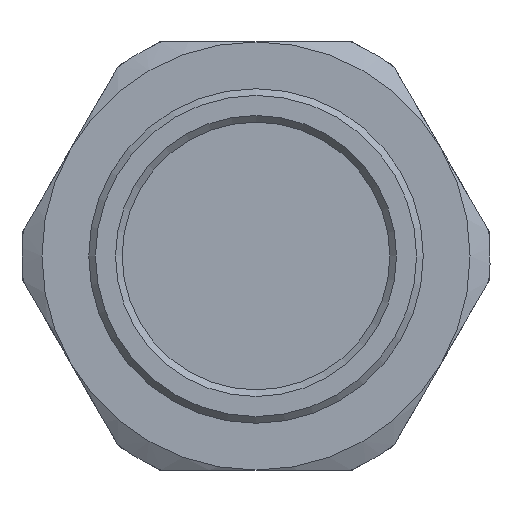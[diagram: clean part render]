
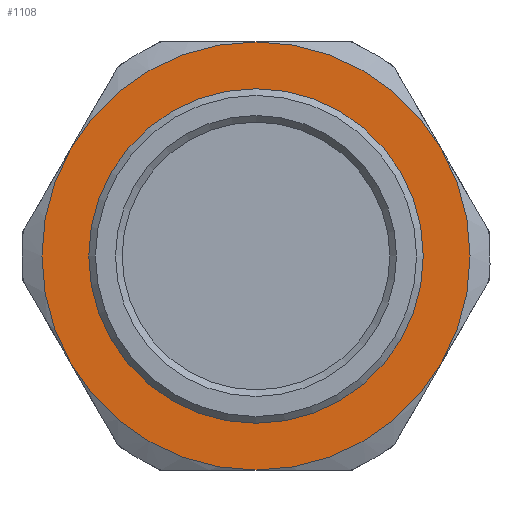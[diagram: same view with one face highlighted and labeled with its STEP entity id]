
A CAD part, front view. The second image highlights one B-rep face of the part: STEP entity #1108.
In plain terms, the highlighted planar face has unit normal (0, -1, 0).
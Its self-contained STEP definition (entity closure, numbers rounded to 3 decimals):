
#228=FACE_BOUND('',#356,.T.);
#286=FACE_OUTER_BOUND('',#355,.T.);
#355=EDGE_LOOP('',(#921,#922,#923,#924,#925,#926));
#356=EDGE_LOOP('',(#927));
#399=CIRCLE('',#1211,16.);
#402=CIRCLE('',#1215,16.);
#404=CIRCLE('',#1218,16.);
#406=CIRCLE('',#1221,16.);
#408=CIRCLE('',#1224,16.);
#415=CIRCLE('',#1242,12.);
#416=CIRCLE('',#1244,16.);
#469=VERTEX_POINT('',#1785);
#475=VERTEX_POINT('',#1806);
#481=VERTEX_POINT('',#1827);
#487=VERTEX_POINT('',#1848);
#493=VERTEX_POINT('',#1869);
#499=VERTEX_POINT('',#1890);
#511=VERTEX_POINT('',#1970);
#634=EDGE_CURVE('',#469,#499,#399,.T.);
#637=EDGE_CURVE('',#499,#493,#402,.T.);
#639=EDGE_CURVE('',#493,#487,#404,.T.);
#641=EDGE_CURVE('',#487,#481,#406,.T.);
#643=EDGE_CURVE('',#481,#475,#408,.T.);
#654=EDGE_CURVE('',#511,#511,#415,.T.);
#656=EDGE_CURVE('',#475,#469,#416,.T.);
#921=ORIENTED_EDGE('',*,*,#641,.F.);
#922=ORIENTED_EDGE('',*,*,#639,.F.);
#923=ORIENTED_EDGE('',*,*,#637,.F.);
#924=ORIENTED_EDGE('',*,*,#634,.F.);
#925=ORIENTED_EDGE('',*,*,#656,.F.);
#926=ORIENTED_EDGE('',*,*,#643,.F.);
#927=ORIENTED_EDGE('',*,*,#654,.T.);
#980=PLANE('',#1243);
#1108=ADVANCED_FACE('',(#286,#228),#980,.T.);
#1211=AXIS2_PLACEMENT_3D('',#1929,#1457,#1458);
#1215=AXIS2_PLACEMENT_3D('',#1933,#1465,#1466);
#1218=AXIS2_PLACEMENT_3D('',#1936,#1471,#1472);
#1221=AXIS2_PLACEMENT_3D('',#1939,#1477,#1478);
#1224=AXIS2_PLACEMENT_3D('',#1942,#1483,#1484);
#1242=AXIS2_PLACEMENT_3D('',#1971,#1523,#1524);
#1243=AXIS2_PLACEMENT_3D('',#1973,#1526,#1527);
#1244=AXIS2_PLACEMENT_3D('',#1974,#1528,#1529);
#1457=DIRECTION('center_axis',(0.,1.,0.));
#1458=DIRECTION('ref_axis',(1.,0.,0.));
#1465=DIRECTION('center_axis',(0.,1.,0.));
#1466=DIRECTION('ref_axis',(1.,0.,0.));
#1471=DIRECTION('center_axis',(0.,1.,0.));
#1472=DIRECTION('ref_axis',(1.,0.,0.));
#1477=DIRECTION('center_axis',(0.,1.,0.));
#1478=DIRECTION('ref_axis',(1.,0.,0.));
#1483=DIRECTION('center_axis',(0.,1.,0.));
#1484=DIRECTION('ref_axis',(1.,0.,0.));
#1523=DIRECTION('center_axis',(0.,1.,0.));
#1524=DIRECTION('ref_axis',(1.,0.,0.));
#1526=DIRECTION('center_axis',(0.,-1.,0.));
#1527=DIRECTION('ref_axis',(0.,0.,
-1.));
#1528=DIRECTION('center_axis',(0.,1.,0.));
#1529=DIRECTION('ref_axis',(1.,0.,0.));
#1785=CARTESIAN_POINT('',(149.382,55.991,156.413));
#1806=CARTESIAN_POINT('',(135.526,55.991,164.413));
#1827=CARTESIAN_POINT('',(121.67,55.991,156.413));
#1848=CARTESIAN_POINT('',(121.67,55.991,140.413));
#1869=CARTESIAN_POINT('',(135.526,55.991,132.413));
#1890=CARTESIAN_POINT('',(149.382,55.991,140.413));
#1929=CARTESIAN_POINT('Origin',(135.526,55.991,148.413));
#1933=CARTESIAN_POINT('Origin',(135.526,55.991,148.413));
#1936=CARTESIAN_POINT('Origin',(135.526,55.991,148.413));
#1939=CARTESIAN_POINT('Origin',(135.526,55.991,148.413));
#1942=CARTESIAN_POINT('Origin',(135.526,55.991,148.413));
#1970=CARTESIAN_POINT('',(147.526,55.991,148.413));
#1971=CARTESIAN_POINT('Origin',(135.526,55.991,148.413));
#1973=CARTESIAN_POINT('Origin',(119.526,55.991,148.413));
#1974=CARTESIAN_POINT('Origin',(135.526,55.991,148.413));
